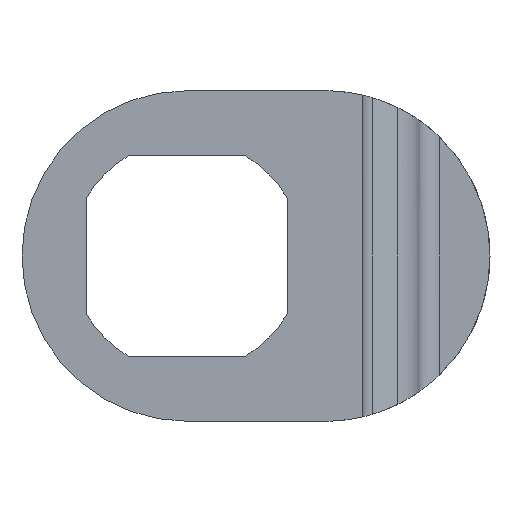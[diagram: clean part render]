
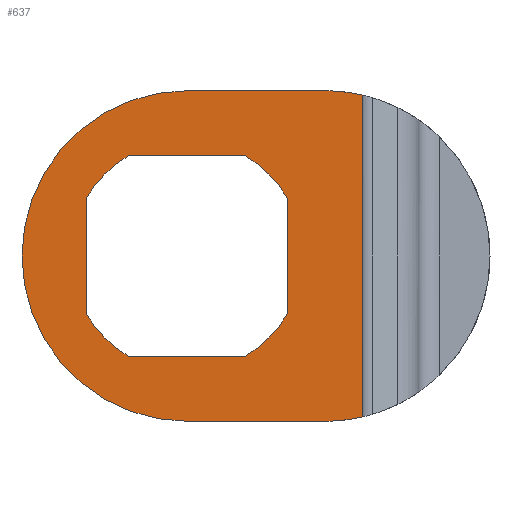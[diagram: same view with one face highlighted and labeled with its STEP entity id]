
A CAD part, left-side view. The second image highlights one B-rep face of the part: STEP entity #637.
In plain terms, the highlighted planar face has unit normal (-1, 0, 0).
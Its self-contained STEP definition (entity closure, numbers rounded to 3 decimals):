
#18=FACE_BOUND('',#124,.T.);
#29=PLANE('',#706);
#86=FACE_OUTER_BOUND('',#123,.T.);
#123=EDGE_LOOP('',(#544,#545,#546,#547,#548,#549));
#124=EDGE_LOOP('',(#550,#551,#552,#553,#554,#555,#556,#557));
#149=LINE('',#1178,#192);
#155=LINE('',#1197,#198);
#159=LINE('',#1209,#202);
#163=LINE('',#1221,#206);
#167=LINE('',#1232,#210);
#177=LINE('',#1323,#220);
#178=LINE('',#1325,#221);
#192=VECTOR('',#777,13.5);
#198=VECTOR('',#797,11.305);
#202=VECTOR('',#809,11.305);
#206=VECTOR('',#821,11.305);
#210=VECTOR('',#833,11.305);
#220=VECTOR('',#871,31.623);
#221=VECTOR('',#874,13.5);
#240=CIRCLE('',#673,16.25);
#241=CIRCLE('',#676,11.4);
#243=CIRCLE('',#680,11.4);
#245=CIRCLE('',#684,11.4);
#247=CIRCLE('',#688,11.4);
#250=CIRCLE('',#695,16.25);
#252=CIRCLE('',#699,16.25);
#277=VERTEX_POINT('',#1175);
#278=VERTEX_POINT('',#1177);
#279=VERTEX_POINT('',#1181);
#280=VERTEX_POINT('',#1187);
#281=VERTEX_POINT('',#1188);
#284=VERTEX_POINT('',#1196);
#286=VERTEX_POINT('',#1202);
#288=VERTEX_POINT('',#1208);
#290=VERTEX_POINT('',#1214);
#292=VERTEX_POINT('',#1220);
#294=VERTEX_POINT('',#1226);
#298=VERTEX_POINT('',#1240);
#309=VERTEX_POINT('',#1308);
#310=VERTEX_POINT('',#1310);
#348=EDGE_CURVE('',#278,#277,#149,.T.);
#351=EDGE_CURVE('',#277,#279,#240,.T.);
#353=EDGE_CURVE('',#280,#281,#241,.T.);
#357=EDGE_CURVE('',#281,#284,#155,.T.);
#360=EDGE_CURVE('',#284,#286,#243,.T.);
#363=EDGE_CURVE('',#286,#288,#159,.T.);
#366=EDGE_CURVE('',#288,#290,#245,.T.);
#369=EDGE_CURVE('',#292,#280,#163,.T.);
#372=EDGE_CURVE('',#294,#292,#247,.T.);
#375=EDGE_CURVE('',#290,#294,#167,.T.);
#379=EDGE_CURVE('',#298,#278,#250,.T.);
#391=EDGE_CURVE('',#310,#309,#252,.T.);
#398=EDGE_CURVE('',#298,#309,#177,.T.);
#399=EDGE_CURVE('',#279,#310,#178,.T.);
#544=ORIENTED_EDGE('',*,*,#379,.T.);
#545=ORIENTED_EDGE('',*,*,#348,.T.);
#546=ORIENTED_EDGE('',*,*,#351,.T.);
#547=ORIENTED_EDGE('',*,*,#399,.T.);
#548=ORIENTED_EDGE('',*,*,#391,.T.);
#549=ORIENTED_EDGE('',*,*,#398,.F.);
#550=ORIENTED_EDGE('',*,*,#366,.T.);
#551=ORIENTED_EDGE('',*,*,#375,.T.);
#552=ORIENTED_EDGE('',*,*,#372,.T.);
#553=ORIENTED_EDGE('',*,*,#369,.T.);
#554=ORIENTED_EDGE('',*,*,#353,.T.);
#555=ORIENTED_EDGE('',*,*,#357,.T.);
#556=ORIENTED_EDGE('',*,*,#360,.T.);
#557=ORIENTED_EDGE('',*,*,#363,.T.);
#637=ADVANCED_FACE('',(#86,#18),#29,.T.);
#673=AXIS2_PLACEMENT_3D('',#1183,#782,#783);
#676=AXIS2_PLACEMENT_3D('',#1189,#789,#790);
#680=AXIS2_PLACEMENT_3D('',#1203,#802,#803);
#684=AXIS2_PLACEMENT_3D('',#1215,#814,#815);
#688=AXIS2_PLACEMENT_3D('',#1227,#826,#827);
#695=AXIS2_PLACEMENT_3D('',#1241,#843,#844);
#699=AXIS2_PLACEMENT_3D('',#1311,#853,#854);
#706=AXIS2_PLACEMENT_3D('',#1326,#875,#876);
#777=DIRECTION('',(0.,1.,0.));
#782=DIRECTION('center_axis',(-1.,0.,0.));
#783=DIRECTION('ref_axis',(0.,0.,1.));
#789=DIRECTION('center_axis',(1.,0.,0.));
#790=DIRECTION('ref_axis',(0.,-0.496,0.868));
#797=DIRECTION('',(0.,0.,-1.));
#802=DIRECTION('center_axis',(1.,0.,0.));
#803=DIRECTION('ref_axis',(0.,-0.868,-0.496));
#809=DIRECTION('',(0.,1.,0.));
#814=DIRECTION('center_axis',(1.,0.,0.));
#815=DIRECTION('ref_axis',(0.,0.496,-0.868));
#821=DIRECTION('',(0.,-1.,0.));
#826=DIRECTION('center_axis',(1.,0.,0.));
#827=DIRECTION('ref_axis',(0.,0.868,0.496));
#833=DIRECTION('',(0.,0.,1.));
#843=DIRECTION('center_axis',(-1.,0.,0.));
#844=DIRECTION('ref_axis',(0.,0.,-1.));
#853=DIRECTION('center_axis',(-1.,0.,0.));
#854=DIRECTION('ref_axis',(0.,0.,-1.));
#871=DIRECTION('',(0.,0.,-1.));
#874=DIRECTION('',(0.,-1.,0.));
#875=DIRECTION('center_axis',(-1.,0.,0.));
#876=DIRECTION('ref_axis',(0.,0.,1.));
#1175=CARTESIAN_POINT('',(0.,-0.05,16.25));
#1177=CARTESIAN_POINT('',(0.,-13.55,16.25));
#1178=CARTESIAN_POINT('',(0.,0.,16.25));
#1181=CARTESIAN_POINT('',(0.,-0.05,-16.25));
#1183=CARTESIAN_POINT('Origin',(0.,-0.05,0.));
#1187=CARTESIAN_POINT('',(0.,-5.652,9.9));
#1188=CARTESIAN_POINT('',(0.,-9.9,5.652));
#1189=CARTESIAN_POINT('Origin',(0.,0.,0.));
#1196=CARTESIAN_POINT('',(0.,-9.9,-5.652));
#1197=CARTESIAN_POINT('',(0.,-9.9,-2.826));
#1202=CARTESIAN_POINT('',(0.,-5.652,-9.9));
#1203=CARTESIAN_POINT('Origin',(0.,0.,0.));
#1208=CARTESIAN_POINT('',(0.,5.652,-9.9));
#1209=CARTESIAN_POINT('',(0.,2.826,-9.9));
#1214=CARTESIAN_POINT('',(0.,9.9,-5.652));
#1215=CARTESIAN_POINT('Origin',(0.,0.,0.));
#1220=CARTESIAN_POINT('',(0.,5.652,9.9));
#1221=CARTESIAN_POINT('',(0.,-2.826,9.9));
#1226=CARTESIAN_POINT('',(0.,9.9,5.652));
#1227=CARTESIAN_POINT('Origin',(0.,0.,0.));
#1232=CARTESIAN_POINT('',(0.,9.9,2.826));
#1240=CARTESIAN_POINT('',(0.,-17.3,15.811));
#1241=CARTESIAN_POINT('Origin',(0.,-13.55,0.));
#1308=CARTESIAN_POINT('',(0.,-17.3,-15.811));
#1310=CARTESIAN_POINT('',(0.,-13.55,-16.25));
#1311=CARTESIAN_POINT('Origin',(0.,-13.55,0.));
#1323=CARTESIAN_POINT('',(0.,-17.3,0.));
#1325=CARTESIAN_POINT('',(0.,-17.3,-16.25));
#1326=CARTESIAN_POINT('Origin',(0.,0.,0.));
